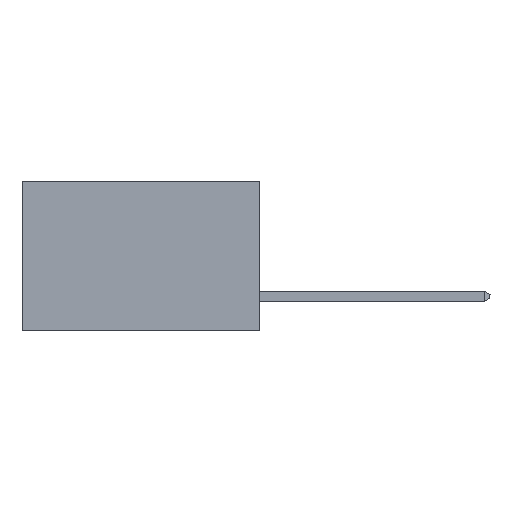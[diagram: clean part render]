
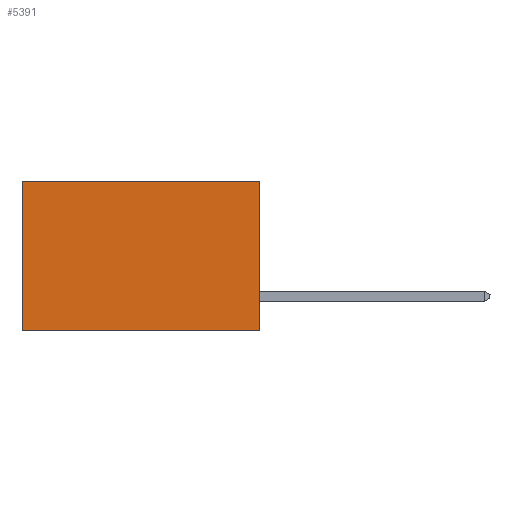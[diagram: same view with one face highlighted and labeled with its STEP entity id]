
A CAD part, left-side view. The second image highlights one B-rep face of the part: STEP entity #5391.
In plain terms, the highlighted planar face has unit normal (-1, 0, 0).
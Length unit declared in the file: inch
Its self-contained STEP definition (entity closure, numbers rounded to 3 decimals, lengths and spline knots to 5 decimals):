
#336 = AXIS2_PLACEMENT_3D ( 'NONE', #7069, #4545, #10052 ) ;
#869 = VERTEX_POINT ( 'NONE', #7468 ) ;
#1321 = VERTEX_POINT ( 'NONE', #2183 ) ;
#1969 = EDGE_CURVE ( 'NONE', #8478, #1321, #3424, .T. ) ;
#1986 = EDGE_CURVE ( 'NONE', #6956, #8478, #5296, .T. ) ;
#2183 = CARTESIAN_POINT ( 'NONE',  ( 0.277, 0.59, -0.37 ) ) ;
#2388 = CARTESIAN_POINT ( 'NONE',  ( 0.277, 0., -0.37 ) ) ;
#2790 = DIRECTION ( 'NONE',  ( 0., 0., -1. ) ) ;
#3424 = LINE ( 'NONE', #5850, #9617 ) ;
#3768 = VECTOR ( 'NONE', #4599, 39.37008 ) ;
#4212 = EDGE_CURVE ( 'NONE', #6956, #869, #4618, .T. ) ;
#4402 = DIRECTION ( 'NONE',  ( 0., 0., -1. ) ) ;
#4545 = DIRECTION ( 'NONE',  ( 1., 0., 0. ) ) ;
#4599 = DIRECTION ( 'NONE',  ( 0., 1., 0. ) ) ;
#4618 = LINE ( 'NONE', #4769, #3768 ) ;
#4769 = CARTESIAN_POINT ( 'NONE',  ( 0.277, 0., 0. ) ) ;
#5296 = LINE ( 'NONE', #2388, #9153 ) ;
#5313 = CARTESIAN_POINT ( 'NONE',  ( 0.277, 0., -0.37 ) ) ;
#5391 = ADVANCED_FACE ( 'NONE', ( #6076 ), #9291, .F. ) ;
#5512 = VECTOR ( 'NONE', #4402, 39.37008 ) ;
#5633 = DIRECTION ( 'NONE',  ( 0., 1., 0. ) ) ;
#5850 = CARTESIAN_POINT ( 'NONE',  ( 0.277, 0., -0.37 ) ) ;
#6076 = FACE_OUTER_BOUND ( 'NONE', #9998, .T. ) ;
#6546 = ORIENTED_EDGE ( 'NONE', *, *, #1969, .F. ) ;
#6597 = ORIENTED_EDGE ( 'NONE', *, *, #1986, .F. ) ;
#6956 = VERTEX_POINT ( 'NONE', #8700 ) ;
#7069 = CARTESIAN_POINT ( 'NONE',  ( 0.277, 0., -0.37 ) ) ;
#7401 = LINE ( 'NONE', #10669, #5512 ) ;
#7468 = CARTESIAN_POINT ( 'NONE',  ( 0.277, 0.59, 0. ) ) ;
#8148 = ORIENTED_EDGE ( 'NONE', *, *, #8658, .T. ) ;
#8478 = VERTEX_POINT ( 'NONE', #5313 ) ;
#8658 = EDGE_CURVE ( 'NONE', #869, #1321, #7401, .T. ) ;
#8700 = CARTESIAN_POINT ( 'NONE',  ( 0.277, 0., 0. ) ) ;
#8837 = ORIENTED_EDGE ( 'NONE', *, *, #4212, .T. ) ;
#9153 = VECTOR ( 'NONE', #2790, 39.37008 ) ;
#9291 = PLANE ( 'NONE',  #336 ) ;
#9617 = VECTOR ( 'NONE', #5633, 39.37008 ) ;
#9998 = EDGE_LOOP ( 'NONE', ( #8148, #6546, #6597, #8837 ) ) ;
#10052 = DIRECTION ( 'NONE',  ( 0., 0., -1. ) ) ;
#10669 = CARTESIAN_POINT ( 'NONE',  ( 0.277, 0.59, -0.37 ) ) ;
